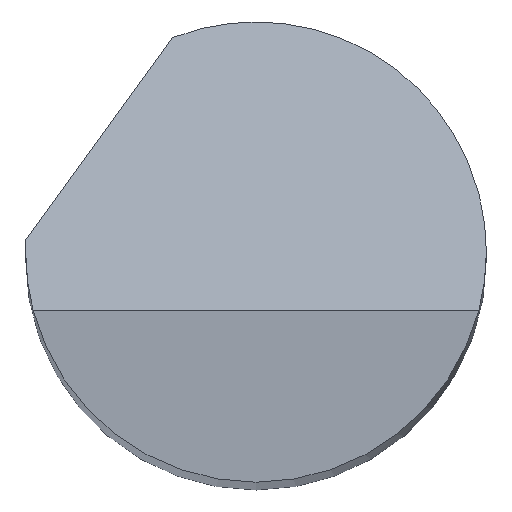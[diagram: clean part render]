
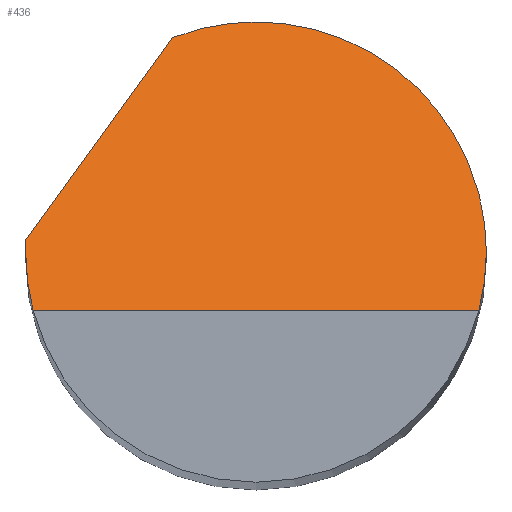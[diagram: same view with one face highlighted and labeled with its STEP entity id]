
A CAD part, top view. The second image highlights one B-rep face of the part: STEP entity #436.
In plain terms, the highlighted planar face has unit normal (0, 0.707, 0.707).
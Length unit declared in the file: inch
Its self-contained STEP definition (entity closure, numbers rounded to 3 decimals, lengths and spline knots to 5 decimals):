
#9 = ORIENTED_EDGE ( 'NONE', *, *, #55, .F. ) ;
#26 = DIRECTION ( 'NONE',  ( 0., -0.707, -0.707 ) ) ;
#27 = CARTESIAN_POINT ( 'NONE',  ( 0.09272, -0.01599, 1.99224 ) ) ;
#29 = CARTESIAN_POINT ( 'NONE',  ( 0.09375, 0., 1.97625 ) ) ;
#34 = ORIENTED_EDGE ( 'NONE', *, *, #336, .T. ) ;
#47 = VERTEX_POINT ( 'NONE', #288 ) ;
#48 = EDGE_CURVE ( 'NONE', #187, #463, #157, .T. ) ;
#52 = PLANE ( 'NONE',  #404 ) ;
#55 = EDGE_CURVE ( 'NONE', #242, #77, #92, .T. ) ;
#77 = VERTEX_POINT ( 'NONE', #103 ) ;
#92 =( BOUNDED_CURVE ( )  B_SPLINE_CURVE ( 3, ( #263, #220, #445, #176 ),
 .UNSPECIFIED., .F., .T. ) 
 B_SPLINE_CURVE_WITH_KNOTS ( ( 4, 4 ),
 ( 4.45626, 4.71239 ),
 .UNSPECIFIED. ) 
 CURVE ( )  GEOMETRIC_REPRESENTATION_ITEM ( )  RATIONAL_B_SPLINE_CURVE ( ( 1., 0.995, 0.995, 1. ) ) 
 REPRESENTATION_ITEM ( '' )  );
#96 = FACE_OUTER_BOUND ( 'NONE', #473, .T. ) ;
#102 = CARTESIAN_POINT ( 'NONE',  ( -0.03394, 0.08739, 1.88886 ) ) ;
#103 = CARTESIAN_POINT ( 'NONE',  ( -0.09375, 0., 1.97625 ) ) ;
#118 = CARTESIAN_POINT ( 'NONE',  ( 0.09069, -0.02375, 2. ) ) ;
#119 =( BOUNDED_CURVE ( )  B_SPLINE_CURVE ( 3, ( #256, #132, #413, #208 ),
 .UNSPECIFIED., .F., .T. ) 
 B_SPLINE_CURVE_WITH_KNOTS ( ( 4, 4 ),
 ( 5.91277, 7.85398 ),
 .UNSPECIFIED. ) 
 CURVE ( )  GEOMETRIC_REPRESENTATION_ITEM ( )  RATIONAL_B_SPLINE_CURVE ( ( 1., 0.71, 0.71, 1. ) ) 
 REPRESENTATION_ITEM ( '' )  );
#120 = EDGE_CURVE ( 'NONE', #463, #47, #119, .T. ) ;
#121 = CARTESIAN_POINT ( 'NONE',  ( 0., -0.02375, 2. ) ) ;
#129 = CARTESIAN_POINT ( 'NONE',  ( -0.09375, -0.02375, 2. ) ) ;
#132 = CARTESIAN_POINT ( 'NONE',  ( 0.03379, 0.11369, 1.86256 ) ) ;
#157 = LINE ( 'NONE', #426, #304 ) ;
#158 = EDGE_CURVE ( 'NONE', #47, #282, #188, .T. ) ;
#176 = CARTESIAN_POINT ( 'NONE',  ( -0.09375, 0., 1.97625 ) ) ;
#187 = VERTEX_POINT ( 'NONE', #411 ) ;
#188 =( BOUNDED_CURVE ( )  B_SPLINE_CURVE ( 3, ( #29, #480, #27, #406 ),
 .UNSPECIFIED., .F., .F. ) 
 B_SPLINE_CURVE_WITH_KNOTS ( ( 4, 4 ),
 ( 1.5708, 1.82692 ),
 .UNSPECIFIED. ) 
 CURVE ( )  GEOMETRIC_REPRESENTATION_ITEM ( )  RATIONAL_B_SPLINE_CURVE ( ( 1., 0.995, 0.995, 1. ) ) 
 REPRESENTATION_ITEM ( '' )  );
#191 = ORIENTED_EDGE ( 'NONE', *, *, #158, .F. ) ;
#208 = CARTESIAN_POINT ( 'NONE',  ( 0.09375, 0., 1.97625 ) ) ;
#220 = CARTESIAN_POINT ( 'NONE',  ( -0.09272, -0.01599, 1.99224 ) ) ;
#222 = CARTESIAN_POINT ( 'NONE',  ( -0.09069, -0.02375, 2. ) ) ;
#224 = CARTESIAN_POINT ( 'NONE',  ( -0.09371, 0.00333, 1.97292 ) ) ;
#228 = EDGE_CURVE ( 'NONE', #77, #187, #331, .T. ) ;
#242 = VERTEX_POINT ( 'NONE', #222 ) ;
#243 = DIRECTION ( 'NONE',  ( 1., 0., 0. ) ) ;
#256 = CARTESIAN_POINT ( 'NONE',  ( -0.03394, 0.08739, 1.88886 ) ) ;
#263 = CARTESIAN_POINT ( 'NONE',  ( -0.09069, -0.02375, 2. ) ) ;
#282 = VERTEX_POINT ( 'NONE', #118 ) ;
#288 = CARTESIAN_POINT ( 'NONE',  ( 0.09375, 0., 1.97625 ) ) ;
#304 = VECTOR ( 'NONE', #361, 39.37008 ) ;
#331 =( BOUNDED_CURVE ( )  B_SPLINE_CURVE ( 3, ( #348, #462, #224, #415 ),
 .UNSPECIFIED., .F., .T. ) 
 B_SPLINE_CURVE_WITH_KNOTS ( ( 4, 4 ),
 ( 4.71239, 4.76575 ),
 .UNSPECIFIED. ) 
 CURVE ( )  GEOMETRIC_REPRESENTATION_ITEM ( )  RATIONAL_B_SPLINE_CURVE ( ( 1., 1., 1., 1. ) ) 
 REPRESENTATION_ITEM ( '' )  );
#336 = EDGE_CURVE ( 'NONE', #242, #282, #360, .T. ) ;
#342 = ORIENTED_EDGE ( 'NONE', *, *, #48, .F. ) ;
#348 = CARTESIAN_POINT ( 'NONE',  ( -0.09375, 0., 1.97625 ) ) ;
#360 = LINE ( 'NONE', #121, #442 ) ;
#361 = DIRECTION ( 'NONE',  ( 0.456, 0.629, -0.629 ) ) ;
#396 = ORIENTED_EDGE ( 'NONE', *, *, #228, .F. ) ;
#404 = AXIS2_PLACEMENT_3D ( 'NONE', #129, #26, #481 ) ;
#406 = CARTESIAN_POINT ( 'NONE',  ( 0.09069, -0.02375, 2. ) ) ;
#411 = CARTESIAN_POINT ( 'NONE',  ( -0.09362, 0.005, 1.97125 ) ) ;
#413 = CARTESIAN_POINT ( 'NONE',  ( 0.09375, 0.07266, 1.90359 ) ) ;
#415 = CARTESIAN_POINT ( 'NONE',  ( -0.09362, 0.005, 1.97125 ) ) ;
#426 = CARTESIAN_POINT ( 'NONE',  ( -0.11014, -0.01781, 1.99406 ) ) ;
#431 = ORIENTED_EDGE ( 'NONE', *, *, #120, .F. ) ;
#436 = ADVANCED_FACE ( 'NONE', ( #96 ), #52, .F. ) ;
#442 = VECTOR ( 'NONE', #243, 39.37008 ) ;
#445 = CARTESIAN_POINT ( 'NONE',  ( -0.09375, -0.00803, 1.98428 ) ) ;
#462 = CARTESIAN_POINT ( 'NONE',  ( -0.09375, 0.00167, 1.97458 ) ) ;
#463 = VERTEX_POINT ( 'NONE', #102 ) ;
#473 = EDGE_LOOP ( 'NONE', ( #342, #396, #9, #34, #191, #431 ) ) ;
#480 = CARTESIAN_POINT ( 'NONE',  ( 0.09375, -0.00803, 1.98428 ) ) ;
#481 = DIRECTION ( 'NONE',  ( 0., 0.707, -0.707 ) ) ;
